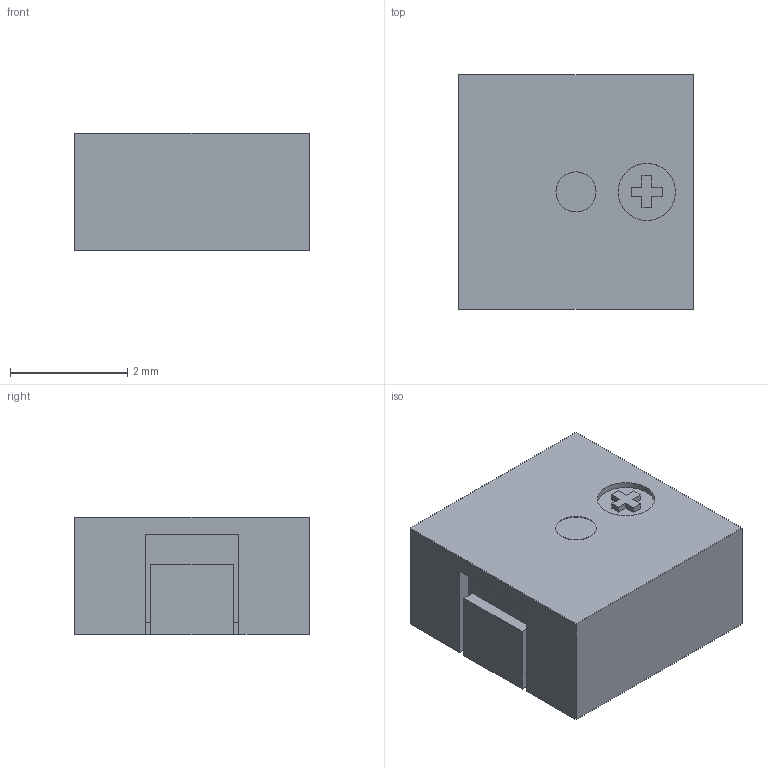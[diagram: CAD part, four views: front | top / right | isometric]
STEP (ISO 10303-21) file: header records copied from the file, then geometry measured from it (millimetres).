
FILE_DESCRIPTION (( 'STEP AP214' ), '1' );
FILE_NAME ('Buzzer_GSC4417YB-16R4000.STEP', '2022-06-18T16:37:52', ( '' ), ( '' ), 'SwSTEP 2.0', 'SolidWorks 2017', '' );
FILE_SCHEMA (( 'AUTOMOTIVE_DESIGN' ));
Length unit declared in the file: millimetre
Products named in the file (1): Buzzer_GSC4417YB-16R4000
Bounding box: 4 x 4 x 2.01 mm (x, y, z)
Volume: 31.5 mm3; surface area: 71.3 mm2
Topology: 1 solids, 1 shells, 112 faces, 294 edges, 194 vertices
Faces by surface type: plane 94, bspline 14, cylinder 4
Entity records: 5203 total; most frequent: CARTESIAN_POINT 1423, ORIENTED_EDGE 588, DIRECTION 472, EDGE_CURVE 294, LINE 258, VECTOR 258, VERTEX_POINT 194, EDGE_LOOP 122
